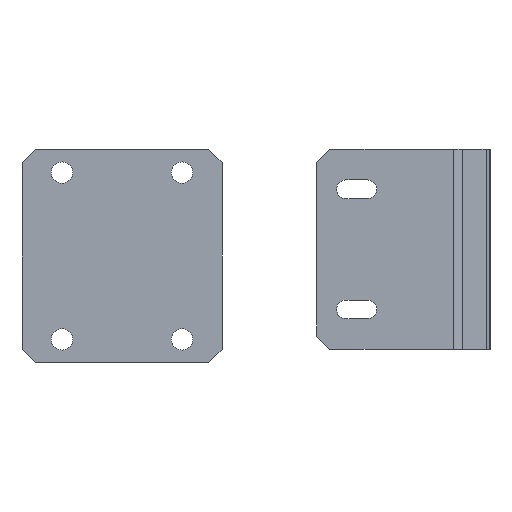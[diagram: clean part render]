
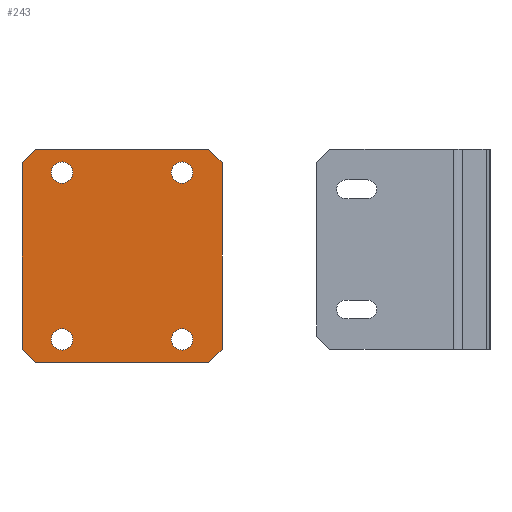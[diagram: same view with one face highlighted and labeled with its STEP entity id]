
A CAD part, left-side view. The second image highlights one B-rep face of the part: STEP entity #243.
In plain terms, the highlighted face is planar.
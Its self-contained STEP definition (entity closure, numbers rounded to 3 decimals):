
#13 = LINE ( 'NONE', #729, #14 ) ;
#14 = VECTOR ( 'NONE', #1271, 1000. ) ;
#28 = VERTEX_POINT ( 'NONE', #388 ) ;
#35 = EDGE_CURVE ( 'NONE', #2248, #2043, #1112, .T. ) ;
#40 = CARTESIAN_POINT ( 'NONE',  ( 0., 5., -3. ) ) ;
#99 = CARTESIAN_POINT ( 'NONE',  ( 71.25, 15., -3. ) ) ;
#105 = EDGE_LOOP ( 'NONE', ( #1349, #2259 ) ) ;
#109 = LINE ( 'NONE', #640, #1239 ) ;
#110 = CARTESIAN_POINT ( 'NONE',  ( 0., 0., -3. ) ) ;
#116 = CARTESIAN_POINT ( 'NONE',  ( 75., 0., -3. ) ) ;
#123 = EDGE_CURVE ( 'NONE', #2031, #548, #1728, .T. ) ;
#129 = CIRCLE ( 'NONE', #892, 4. ) ;
#137 = AXIS2_PLACEMENT_3D ( 'NONE', #1669, #962, #1878 ) ;
#152 = CARTESIAN_POINT ( 'NONE',  ( 71.25, 15., -3. ) ) ;
#154 = VERTEX_POINT ( 'NONE', #116 ) ;
#169 = CIRCLE ( 'NONE', #480, 4. ) ;
#172 = EDGE_LOOP ( 'NONE', ( #539, #761, #987, #572, #1688, #1824, #1209, #1761 ) ) ;
#175 = EDGE_CURVE ( 'NONE', #205, #1177, #1582, .T. ) ;
#205 = VERTEX_POINT ( 'NONE', #832 ) ;
#212 = VECTOR ( 'NONE', #1857, 1000. ) ;
#237 = CARTESIAN_POINT ( 'NONE',  ( 75., 75., -3. ) ) ;
#240 = VERTEX_POINT ( 'NONE', #2297 ) ;
#243 = ADVANCED_FACE ( 'NONE', ( #1022, #687, #1785, #878, #1906 ), #1407, .T. ) ;
#260 = CARTESIAN_POINT ( 'NONE',  ( 8.75, 15., -3. ) ) ;
#269 = DIRECTION ( 'NONE',  ( 0.707, -0.707, 0. ) ) ;
#277 = CARTESIAN_POINT ( 'NONE',  ( 75.25, 15., -3. ) ) ;
#285 = AXIS2_PLACEMENT_3D ( 'NONE', #1898, #498, #1210 ) ;
#319 = CARTESIAN_POINT ( 'NONE',  ( 0., 0., -3. ) ) ;
#328 = VECTOR ( 'NONE', #1176, 1000. ) ;
#361 = VERTEX_POINT ( 'NONE', #1262 ) ;
#388 = CARTESIAN_POINT ( 'NONE',  ( 4.75, 15., -3. ) ) ;
#412 = ORIENTED_EDGE ( 'NONE', *, *, #525, .T. ) ;
#436 = CARTESIAN_POINT ( 'NONE',  ( 75., 75., -3. ) ) ;
#451 = EDGE_CURVE ( 'NONE', #1028, #2144, #13, .T. ) ;
#456 = LINE ( 'NONE', #237, #1551 ) ;
#480 = AXIS2_PLACEMENT_3D ( 'NONE', #1127, #2012, #1449 ) ;
#483 = VECTOR ( 'NONE', #1664, 1000. ) ;
#484 = DIRECTION ( 'NONE',  ( -1., 0., 0. ) ) ;
#495 = DIRECTION ( 'NONE',  ( 0., 0., 1. ) ) ;
#498 = DIRECTION ( 'NONE',  ( 0., 0., 1. ) ) ;
#500 = EDGE_CURVE ( 'NONE', #2248, #2144, #456, .T. ) ;
#515 = ORIENTED_EDGE ( 'NONE', *, *, #1039, .T. ) ;
#525 = EDGE_CURVE ( 'NONE', #847, #28, #1986, .T. ) ;
#539 = ORIENTED_EDGE ( 'NONE', *, *, #1103, .F. ) ;
#548 = VERTEX_POINT ( 'NONE', #40 ) ;
#572 = ORIENTED_EDGE ( 'NONE', *, *, #1527, .T. ) ;
#605 = DIRECTION ( 'NONE',  ( 0., 0., 1. ) ) ;
#620 = LINE ( 'NONE', #110, #328 ) ;
#640 = CARTESIAN_POINT ( 'NONE',  ( 0., 0., -3. ) ) ;
#687 = FACE_BOUND ( 'NONE', #1757, .T. ) ;
#725 = DIRECTION ( 'NONE',  ( -1., 0., 0. ) ) ;
#729 = CARTESIAN_POINT ( 'NONE',  ( 80., 0., -3. ) ) ;
#752 = CARTESIAN_POINT ( 'NONE',  ( 5., 0., -3. ) ) ;
#761 = ORIENTED_EDGE ( 'NONE', *, *, #123, .T. ) ;
#770 = LINE ( 'NONE', #1505, #483 ) ;
#798 = CARTESIAN_POINT ( 'NONE',  ( 8.75, 60., -3. ) ) ;
#813 = VERTEX_POINT ( 'NONE', #1749 ) ;
#832 = CARTESIAN_POINT ( 'NONE',  ( 67.25, 15., -3. ) ) ;
#844 = ORIENTED_EDGE ( 'NONE', *, *, #175, .T. ) ;
#847 = VERTEX_POINT ( 'NONE', #1996 ) ;
#878 = FACE_BOUND ( 'NONE', #2105, .T. ) ;
#892 = AXIS2_PLACEMENT_3D ( 'NONE', #1495, #1470, #725 ) ;
#962 = DIRECTION ( 'NONE',  ( 0., 0., 1. ) ) ;
#987 = ORIENTED_EDGE ( 'NONE', *, *, #1673, .F. ) ;
#995 = EDGE_CURVE ( 'NONE', #28, #847, #1659, .T. ) ;
#1022 = FACE_BOUND ( 'NONE', #1932, .T. ) ;
#1028 = VERTEX_POINT ( 'NONE', #1328 ) ;
#1034 = DIRECTION ( 'NONE',  ( 0., 0., -1. ) ) ;
#1037 = DIRECTION ( 'NONE',  ( 0., 0., 1. ) ) ;
#1039 = EDGE_CURVE ( 'NONE', #813, #2011, #2170, .T. ) ;
#1057 = AXIS2_PLACEMENT_3D ( 'NONE', #319, #1034, #1773 ) ;
#1094 = AXIS2_PLACEMENT_3D ( 'NONE', #99, #1381, #1744 ) ;
#1103 = EDGE_CURVE ( 'NONE', #2031, #154, #620, .T. ) ;
#1112 = LINE ( 'NONE', #1291, #1734 ) ;
#1127 = CARTESIAN_POINT ( 'NONE',  ( 71.25, 60., -3. ) ) ;
#1130 = VECTOR ( 'NONE', #1826, 1000. ) ;
#1143 = DIRECTION ( 'NONE',  ( -1., 0., 0. ) ) ;
#1176 = DIRECTION ( 'NONE',  ( 1., 0., 0. ) ) ;
#1177 = VERTEX_POINT ( 'NONE', #277 ) ;
#1209 = ORIENTED_EDGE ( 'NONE', *, *, #451, .F. ) ;
#1210 = DIRECTION ( 'NONE',  ( -1., 0., 0. ) ) ;
#1230 = DIRECTION ( 'NONE',  ( 0., -1., 0. ) ) ;
#1236 = EDGE_CURVE ( 'NONE', #1177, #205, #2111, .T. ) ;
#1239 = VECTOR ( 'NONE', #1230, 1000. ) ;
#1258 = CARTESIAN_POINT ( 'NONE',  ( 5., 75., -3. ) ) ;
#1262 = CARTESIAN_POINT ( 'NONE',  ( 67.25, 60., -3. ) ) ;
#1271 = DIRECTION ( 'NONE',  ( 0., 1., 0. ) ) ;
#1290 = CARTESIAN_POINT ( 'NONE',  ( 4.75, 60., -3. ) ) ;
#1291 = CARTESIAN_POINT ( 'NONE',  ( 0., 75., -3. ) ) ;
#1328 = CARTESIAN_POINT ( 'NONE',  ( 80., 5., -3. ) ) ;
#1349 = ORIENTED_EDGE ( 'NONE', *, *, #2067, .T. ) ;
#1352 = DIRECTION ( 'NONE',  ( -1., 0., 0. ) ) ;
#1381 = DIRECTION ( 'NONE',  ( 0., 0., 1. ) ) ;
#1407 = PLANE ( 'NONE',  #1057 ) ;
#1449 = DIRECTION ( 'NONE',  ( -1., 0., 0. ) ) ;
#1470 = DIRECTION ( 'NONE',  ( 0., 0., 1. ) ) ;
#1492 = LINE ( 'NONE', #1840, #1130 ) ;
#1495 = CARTESIAN_POINT ( 'NONE',  ( 71.25, 60., -3. ) ) ;
#1497 = EDGE_CURVE ( 'NONE', #1028, #154, #770, .T. ) ;
#1505 = CARTESIAN_POINT ( 'NONE',  ( 37.5, -37.5, -3. ) ) ;
#1527 = EDGE_CURVE ( 'NONE', #2238, #2043, #1492, .T. ) ;
#1545 = CARTESIAN_POINT ( 'NONE',  ( 0., 70., -3. ) ) ;
#1551 = VECTOR ( 'NONE', #269, 1000. ) ;
#1582 = CIRCLE ( 'NONE', #1877, 4. ) ;
#1659 = CIRCLE ( 'NONE', #137, 4. ) ;
#1664 = DIRECTION ( 'NONE',  ( -0.707, -0.707, 0. ) ) ;
#1669 = CARTESIAN_POINT ( 'NONE',  ( 8.75, 15., -3. ) ) ;
#1673 = EDGE_CURVE ( 'NONE', #2238, #548, #109, .T. ) ;
#1688 = ORIENTED_EDGE ( 'NONE', *, *, #35, .F. ) ;
#1728 = LINE ( 'NONE', #2253, #212 ) ;
#1734 = VECTOR ( 'NONE', #1143, 1000. ) ;
#1744 = DIRECTION ( 'NONE',  ( -1., 0., 0. ) ) ;
#1749 = CARTESIAN_POINT ( 'NONE',  ( 12.75, 60., -3. ) ) ;
#1757 = EDGE_LOOP ( 'NONE', ( #1910, #844 ) ) ;
#1761 = ORIENTED_EDGE ( 'NONE', *, *, #1497, .T. ) ;
#1773 = DIRECTION ( 'NONE',  ( -1., 0., 0. ) ) ;
#1785 = FACE_BOUND ( 'NONE', #105, .T. ) ;
#1824 = ORIENTED_EDGE ( 'NONE', *, *, #500, .T. ) ;
#1826 = DIRECTION ( 'NONE',  ( 0.707, 0.707, 0. ) ) ;
#1840 = CARTESIAN_POINT ( 'NONE',  ( -35., 35., -3. ) ) ;
#1857 = DIRECTION ( 'NONE',  ( -0.707, 0.707, 0. ) ) ;
#1877 = AXIS2_PLACEMENT_3D ( 'NONE', #152, #495, #484 ) ;
#1878 = DIRECTION ( 'NONE',  ( -1., 0., 0. ) ) ;
#1880 = AXIS2_PLACEMENT_3D ( 'NONE', #798, #1037, #2231 ) ;
#1898 = CARTESIAN_POINT ( 'NONE',  ( 8.75, 60., -3. ) ) ;
#1906 = FACE_OUTER_BOUND ( 'NONE', #172, .T. ) ;
#1910 = ORIENTED_EDGE ( 'NONE', *, *, #1236, .T. ) ;
#1932 = EDGE_LOOP ( 'NONE', ( #412, #1987 ) ) ;
#1986 = CIRCLE ( 'NONE', #2140, 4. ) ;
#1987 = ORIENTED_EDGE ( 'NONE', *, *, #995, .T. ) ;
#1996 = CARTESIAN_POINT ( 'NONE',  ( 12.75, 15., -3. ) ) ;
#2011 = VERTEX_POINT ( 'NONE', #1290 ) ;
#2012 = DIRECTION ( 'NONE',  ( 0., 0., 1. ) ) ;
#2023 = EDGE_CURVE ( 'NONE', #361, #240, #129, .T. ) ;
#2031 = VERTEX_POINT ( 'NONE', #752 ) ;
#2043 = VERTEX_POINT ( 'NONE', #1258 ) ;
#2067 = EDGE_CURVE ( 'NONE', #240, #361, #169, .T. ) ;
#2105 = EDGE_LOOP ( 'NONE', ( #515, #2173 ) ) ;
#2111 = CIRCLE ( 'NONE', #1094, 4. ) ;
#2140 = AXIS2_PLACEMENT_3D ( 'NONE', #260, #605, #1352 ) ;
#2144 = VERTEX_POINT ( 'NONE', #2208 ) ;
#2165 = CIRCLE ( 'NONE', #285, 4. ) ;
#2170 = CIRCLE ( 'NONE', #1880, 4. ) ;
#2173 = ORIENTED_EDGE ( 'NONE', *, *, #2261, .T. ) ;
#2208 = CARTESIAN_POINT ( 'NONE',  ( 80., 70., -3. ) ) ;
#2231 = DIRECTION ( 'NONE',  ( -1., 0., 0. ) ) ;
#2238 = VERTEX_POINT ( 'NONE', #1545 ) ;
#2248 = VERTEX_POINT ( 'NONE', #436 ) ;
#2253 = CARTESIAN_POINT ( 'NONE',  ( 2.5, 2.5, -3. ) ) ;
#2259 = ORIENTED_EDGE ( 'NONE', *, *, #2023, .T. ) ;
#2261 = EDGE_CURVE ( 'NONE', #2011, #813, #2165, .T. ) ;
#2297 = CARTESIAN_POINT ( 'NONE',  ( 75.25, 60., -3. ) ) ;
